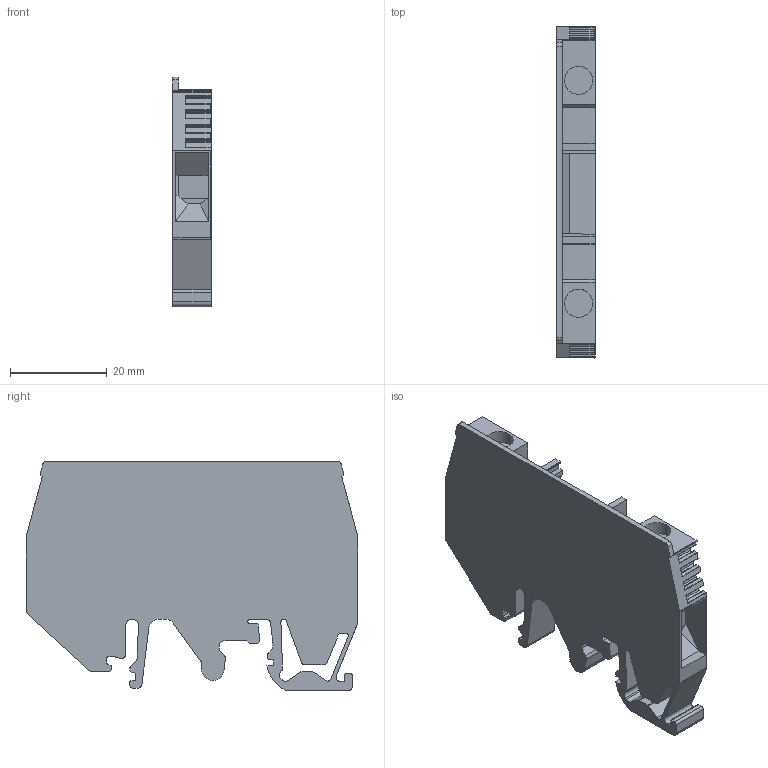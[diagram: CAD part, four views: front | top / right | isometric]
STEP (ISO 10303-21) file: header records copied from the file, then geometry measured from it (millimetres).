
FILE_DESCRIPTION(('CATIA V5R22 STEP214','CAx-IF Rec.Pracs.--- Model Styling and Organization---1.4--- 2014-01-23'),'2;1');
FILE_NAME ('D1459554_0', '2020-05-28T06:05:42+00:00', ('Weidmueller Interface'), ('Weidmueller'), 'CATIA Version 5-6 Release 2016 SP3 HF44', 'CATIA V5 STEP AP214', 'none');
FILE_SCHEMA(('AUTOMOTIVE_DESIGN { 1 0 10303 214 1 1 1 1 }'));
Length unit declared in the file: millimetre
Products named in the file (1): WTD 6/1 EN_AllCATPart
Bounding box: 7.9 x 68.5 x 47.4 mm (x, y, z)
Volume: 14623.9 mm3; surface area: 10107.6 mm2
Topology: 1 solids, 3 shells, 362 faces, 1052 edges, 702 vertices
Faces by surface type: plane 271, cylinder 85, torus 4, cone 2
Entity records: 11548 total; most frequent: CARTESIAN_POINT 2213, ORIENTED_EDGE 2104, DIRECTION 1642, EDGE_CURVE 1052, VECTOR 843, LINE 843, VERTEX_POINT 702, AXIS2_PLACEMENT_3D 485
